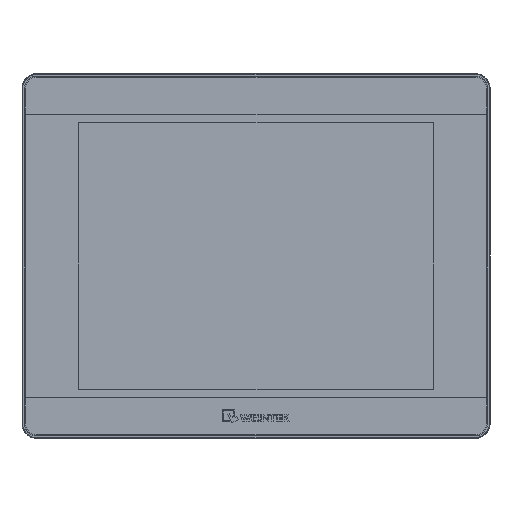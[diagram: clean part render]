
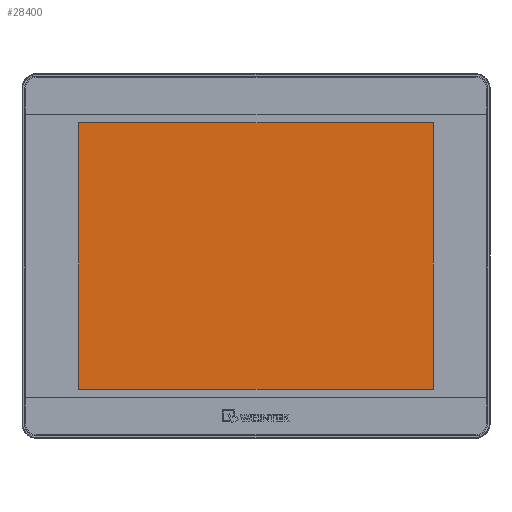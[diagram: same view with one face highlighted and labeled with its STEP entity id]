
A CAD part, top view. The second image highlights one B-rep face of the part: STEP entity #28400.
In plain terms, the highlighted planar face has unit normal (0, 0, 1).
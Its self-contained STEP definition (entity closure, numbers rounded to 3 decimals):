
#25979 = EDGE_CURVE ( 'NONE', #27468, #27464, #64831, .T. ) ;
#25980 = EDGE_CURVE ( 'NONE', #27461, #27468, #64819, .T. ) ;
#25981 = EDGE_CURVE ( 'NONE', #27470, #27461, #64837, .T. ) ;
#25982 = EDGE_CURVE ( 'NONE', #27464, #27470, #64840, .T. ) ;
#27461 = VERTEX_POINT ( 'NONE', #68945 ) ;
#27464 = VERTEX_POINT ( 'NONE', #68948 ) ;
#27468 = VERTEX_POINT ( 'NONE', #68952 ) ;
#27470 = VERTEX_POINT ( 'NONE', #68954 ) ;
#28329 = EDGE_LOOP ( 'NONE', ( #29632, #29633, #29634, #29635 ) ) ;
#28400 = ADVANCED_FACE ( 'NONE', ( #69526 ), #69527, .T. ) ;
#29632 = ORIENTED_EDGE ( 'NONE', *, *, #25979, .F. ) ;
#29633 = ORIENTED_EDGE ( 'NONE', *, *, #25980, .F. ) ;
#29634 = ORIENTED_EDGE ( 'NONE', *, *, #25981, .F. ) ;
#29635 = ORIENTED_EDGE ( 'NONE', *, *, #25982, .F. ) ;
#59346 = VECTOR ( 'NONE', #64836, 1000. ) ;
#59348 = VECTOR ( 'NONE', #64834, 1000. ) ;
#59350 = VECTOR ( 'NONE', #64839, 1000. ) ;
#59351 = VECTOR ( 'NONE', #64842, 1000. ) ;
#64819 = LINE ( 'NONE', #64835, #59346 ) ;
#64831 = LINE ( 'NONE', #64833, #59348 ) ;
#64833 = CARTESIAN_POINT ( 'NONE',  ( 98.8, 93.35, 7.33 ) ) ;
#64834 = DIRECTION ( 'NONE',  ( 0., -1., 0. ) ) ;
#64835 = CARTESIAN_POINT ( 'NONE',  ( 122.1, 74.23, 7.33 ) ) ;
#64836 = DIRECTION ( 'NONE',  ( 1., 0., 0. ) ) ;
#64837 = LINE ( 'NONE', #64838, #59350 ) ;
#64838 = CARTESIAN_POINT ( 'NONE',  ( -98.8, 93.35, 7.33 ) ) ;
#64839 = DIRECTION ( 'NONE',  ( 0., 1., 0. ) ) ;
#64840 = LINE ( 'NONE', #64841, #59351 ) ;
#64841 = CARTESIAN_POINT ( 'NONE',  ( 122.1, -74.23, 7.33 ) ) ;
#64842 = DIRECTION ( 'NONE',  ( -1., 0., 0. ) ) ;
#68945 = CARTESIAN_POINT ( 'NONE',  ( -98.8, 74.23, 7.33 ) ) ;
#68948 = CARTESIAN_POINT ( 'NONE',  ( 98.8, -74.23, 7.33 ) ) ;
#68952 = CARTESIAN_POINT ( 'NONE',  ( 98.8, 74.23, 7.33 ) ) ;
#68954 = CARTESIAN_POINT ( 'NONE',  ( -98.8, -74.23, 7.33 ) ) ;
#69522 = CARTESIAN_POINT ( 'NONE',  ( 122.1, 93.35, 7.33 ) ) ;
#69526 = FACE_OUTER_BOUND ( 'NONE', #28329, .T. ) ;
#69527 = PLANE ( 'NONE',  #69670 ) ;
#69529 = DIRECTION ( 'NONE',  ( 0., 0., 1. ) ) ;
#69530 = DIRECTION ( 'NONE',  ( 0., -1., 0. ) ) ;
#69670 = AXIS2_PLACEMENT_3D ( 'NONE', #69522, #69529, #69530 ) ;
